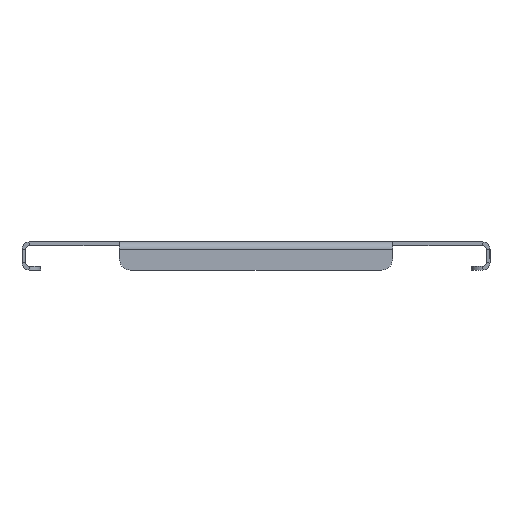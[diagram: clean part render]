
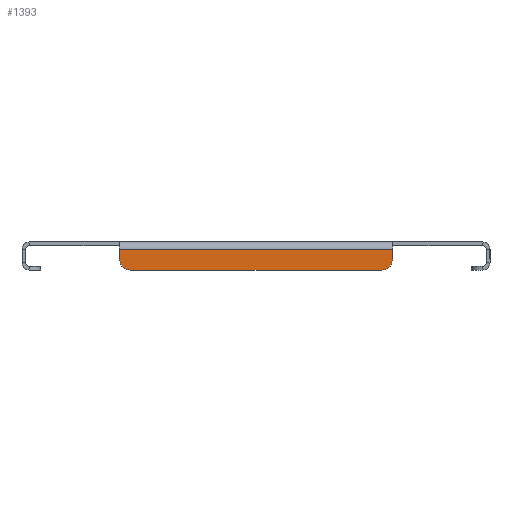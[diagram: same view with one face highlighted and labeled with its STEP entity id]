
A CAD part, left-side view. The second image highlights one B-rep face of the part: STEP entity #1393.
In plain terms, the highlighted planar face has unit normal (-1, 0, 0).
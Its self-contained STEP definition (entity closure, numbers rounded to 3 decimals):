
#18 = AXIS2_PLACEMENT_3D ( 'NONE', #360, #1782, #1149 ) ;
#72 = VECTOR ( 'NONE', #971, 1000. ) ;
#82 = EDGE_CURVE ( 'NONE', #2819, #1701, #1211, .T. ) ;
#134 = LINE ( 'NONE', #1942, #2324 ) ;
#141 = EDGE_CURVE ( 'NONE', #2819, #1871, #1954, .T. ) ;
#149 = DIRECTION ( 'NONE',  ( 0., 0., -1. ) ) ;
#360 = CARTESIAN_POINT ( 'NONE',  ( -149.5, 67., -9. ) ) ;
#486 = CARTESIAN_POINT ( 'NONE',  ( -149.5, 67., -15. ) ) ;
#562 = CARTESIAN_POINT ( 'NONE',  ( -149.5, 73., -9. ) ) ;
#672 = DIRECTION ( 'NONE',  ( 0., 1., 0. ) ) ;
#676 = EDGE_CURVE ( 'NONE', #1678, #1094, #2244, .T. ) ;
#739 = CIRCLE ( 'NONE', #1593, 6. ) ;
#836 = EDGE_CURVE ( 'NONE', #2505, #1701, #134, .T. ) ;
#846 = PLANE ( 'NONE',  #2906 ) ;
#889 = VECTOR ( 'NONE', #672, 1000. ) ;
#958 = EDGE_CURVE ( 'NONE', #1678, #2505, #739, .T. ) ;
#971 = DIRECTION ( 'NONE',  ( 0., 0., -1. ) ) ;
#974 = CARTESIAN_POINT ( 'NONE',  ( -149.5, -73., -4. ) ) ;
#1007 = CARTESIAN_POINT ( 'NONE',  ( -149.5, -67., -15. ) ) ;
#1023 = DIRECTION ( 'NONE',  ( 0., 0., 1. ) ) ;
#1036 = CARTESIAN_POINT ( 'NONE',  ( -149.5, -125., -4. ) ) ;
#1055 = CARTESIAN_POINT ( 'NONE',  ( -149.5, 0., 0. ) ) ;
#1094 = VERTEX_POINT ( 'NONE', #486 ) ;
#1122 = DIRECTION ( 'NONE',  ( -1., 0., 0. ) ) ;
#1124 = CARTESIAN_POINT ( 'NONE',  ( -149.5, 73., -4. ) ) ;
#1149 = DIRECTION ( 'NONE',  ( 0., 0., -1. ) ) ;
#1211 = LINE ( 'NONE', #1036, #2230 ) ;
#1303 = CARTESIAN_POINT ( 'NONE',  ( -149.5, -67., -9. ) ) ;
#1318 = ORIENTED_EDGE ( 'NONE', *, *, #958, .T. ) ;
#1361 = CIRCLE ( 'NONE', #18, 6. ) ;
#1363 = ORIENTED_EDGE ( 'NONE', *, *, #676, .F. ) ;
#1393 = ADVANCED_FACE ( 'NONE', ( #2224 ), #846, .F. ) ;
#1510 = EDGE_CURVE ( 'NONE', #1871, #1094, #1361, .T. ) ;
#1593 = AXIS2_PLACEMENT_3D ( 'NONE', #1303, #1122, #2723 ) ;
#1678 = VERTEX_POINT ( 'NONE', #1007 ) ;
#1701 = VERTEX_POINT ( 'NONE', #974 ) ;
#1772 = ORIENTED_EDGE ( 'NONE', *, *, #141, .T. ) ;
#1782 = DIRECTION ( 'NONE',  ( -1., 0., 0. ) ) ;
#1815 = EDGE_LOOP ( 'NONE', ( #1363, #1318, #2894, #2493, #1772, #1864 ) ) ;
#1864 = ORIENTED_EDGE ( 'NONE', *, *, #1510, .T. ) ;
#1871 = VERTEX_POINT ( 'NONE', #562 ) ;
#1942 = CARTESIAN_POINT ( 'NONE',  ( -149.5, -73., -15. ) ) ;
#1954 = LINE ( 'NONE', #2567, #72 ) ;
#2017 = CARTESIAN_POINT ( 'NONE',  ( -149.5, -125., -15. ) ) ;
#2074 = CARTESIAN_POINT ( 'NONE',  ( -149.5, -73., -9. ) ) ;
#2224 = FACE_OUTER_BOUND ( 'NONE', #1815, .T. ) ;
#2230 = VECTOR ( 'NONE', #2342, 1000. ) ;
#2244 = LINE ( 'NONE', #2017, #889 ) ;
#2324 = VECTOR ( 'NONE', #1023, 1000. ) ;
#2342 = DIRECTION ( 'NONE',  ( 0., -1., 0. ) ) ;
#2493 = ORIENTED_EDGE ( 'NONE', *, *, #82, .F. ) ;
#2505 = VERTEX_POINT ( 'NONE', #2074 ) ;
#2567 = CARTESIAN_POINT ( 'NONE',  ( -149.5, 73., -15. ) ) ;
#2723 = DIRECTION ( 'NONE',  ( 0., 0., -1. ) ) ;
#2819 = VERTEX_POINT ( 'NONE', #1124 ) ;
#2894 = ORIENTED_EDGE ( 'NONE', *, *, #836, .T. ) ;
#2906 = AXIS2_PLACEMENT_3D ( 'NONE', #1055, #2926, #149 ) ;
#2926 = DIRECTION ( 'NONE',  ( 1., 0., 0. ) ) ;
